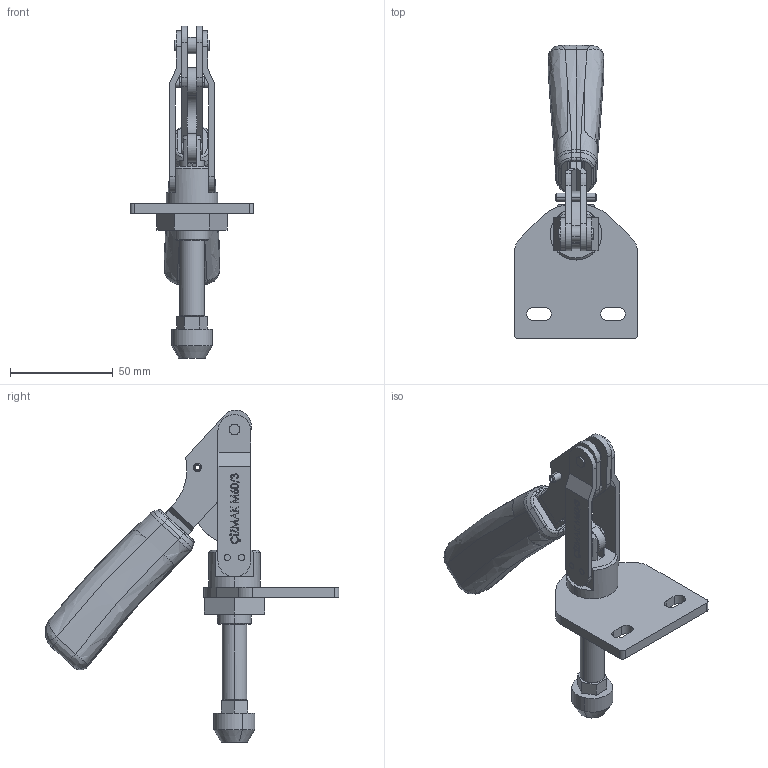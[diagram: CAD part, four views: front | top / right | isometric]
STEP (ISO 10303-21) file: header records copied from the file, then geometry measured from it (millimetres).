
FILE_DESCRIPTION (( 'STEP AP214' ), '1' );
FILE_NAME ('M60-3.STEP', '2023-08-26T07:07:20', ( '' ), ( '' ), 'SwSTEP 2.0', 'SolidWorks 2015', '' );
FILE_SCHEMA (( 'AUTOMOTIVE_DESIGN' ));
Length unit declared in the file: millimetre
Products named in the file (19): 841-3-4 lama; 841-3-14 somun; 841-3-16 percin; 841-3-1 mil; 841-3-8 kol; 841-3-15 percin; 841-3-18 yarikli pim; 841-3-12 lastik; 841-3-10 halka; 841-3-7 somun; 841-3-9 kol; 841-3-3 lama; 841-3-11 civata; 3; 841-3-5 baski ayi; 841-3-2 govde; M60D-3; 841-3-17 percin; M60-3
Assembly tree (18 placements, depth 2):
  M60-3
    841-3-1 mil
    841-3-2 govde
    841-3-4 lama
    841-3-3 lama
    841-3-5 baski ayi
    841-3-7 somun
    841-3-11 civata
    841-3-12 lastik
    841-3-14 somun
    841-3-8 kol
    841-3-9 kol
    841-3-10 halka
    841-3-15 percin
    841-3-16 percin
    841-3-17 percin
    841-3-18 yarikli pim
    3
    M60D-3
Bounding box: 60 x 142.83 x 161.51 mm (x, y, z)
Volume: 110161.7 mm3; surface area: 51100.1 mm2
Topology: 18 solids, 18 shells, 473 faces, 1163 edges, 751 vertices
Faces by surface type: plane 226, bspline 115, cylinder 109, cone 23
Entity records: 25577 total; most frequent: CARTESIAN_POINT 9239, ORIENTED_EDGE 2318, DIRECTION 1928, EDGE_CURVE 1159, VERTEX_POINT 751, LINE 650, VECTOR 650, AXIS2_PLACEMENT_3D 639
